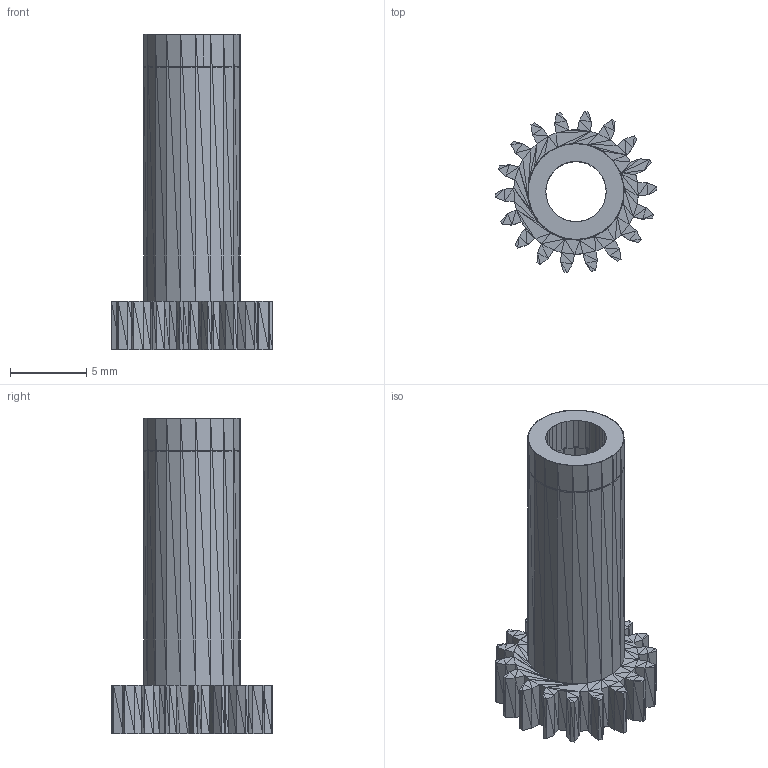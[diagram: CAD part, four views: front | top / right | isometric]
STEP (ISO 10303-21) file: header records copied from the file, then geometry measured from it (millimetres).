
FILE_DESCRIPTION(/* description */ (''),/* implementation_level */ '2;1');
FILE_NAME(/* name */ 'Battery_Voltage_IndicatorG2 v2.step',/* time_stamp */ '2021-10-09T14:07:49+10:00',/* author */ (''),/* organization */ (''),/* preprocessor_version */ 'ST-DEVELOPER v18.1',/* originating_system */ 'Autodesk Translation Framework v10.10.0.1391',/* authorisation */ '');
FILE_SCHEMA (('AUTOMOTIVE_DESIGN { 1 0 10303 214 3 1 1 }'));
Length unit declared in the file: millimetre
Products named in the file (1): Battery_Voltage_IndicatorG2
Bounding box: 10.58 x 10.52 x 20.64 mm (x, y, z)
Volume: 544.6 mm3; surface area: 1097.4 mm2
Topology: 2 solids, 2 shells, 620 faces, 1031 edges, 416 vertices
Faces by surface type: plane 598, cylinder 22
Full cylindrical faces by diameter (mm): 3.948 x1, 6.256 x2, 6.269 x1
Entity records: 13150 total; most frequent: DIRECTION 2354, CARTESIAN_POINT 2069, ORIENTED_EDGE 2064, EDGE_CURVE 1032, LINE 952, VECTOR 952, AXIS2_PLACEMENT_3D 701, EDGE_LOOP 625
